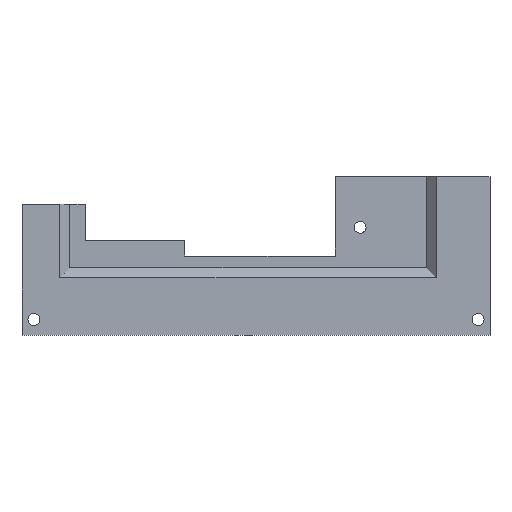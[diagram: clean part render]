
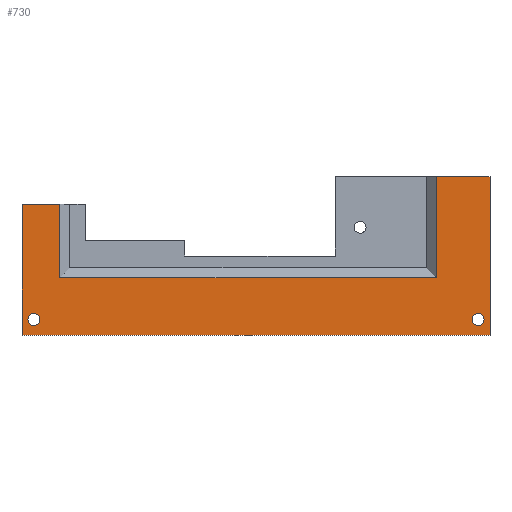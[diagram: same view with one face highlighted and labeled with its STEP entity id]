
A CAD part, top view. The second image highlights one B-rep face of the part: STEP entity #730.
In plain terms, the highlighted planar face has unit normal (0, 0, 1).
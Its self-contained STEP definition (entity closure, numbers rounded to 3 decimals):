
#93 = VERTEX_POINT('',#94);
#94 = CARTESIAN_POINT('',(104.,-112.5,6.));
#102 = VERTEX_POINT('',#103);
#103 = CARTESIAN_POINT('',(104.,-87.,6.));
#109 = EDGE_CURVE('',#93,#102,#110,.T.);
#110 = LINE('',#111,#112);
#111 = CARTESIAN_POINT('',(104.,-110.,6.));
#112 = VECTOR('',#113,1.);
#113 = DIRECTION('',(0.,1.,0.));
#231 = VERTEX_POINT('',#232);
#232 = CARTESIAN_POINT('',(9.,-112.5,6.));
#240 = EDGE_CURVE('',#231,#93,#241,.T.);
#241 = LINE('',#242,#243);
#242 = CARTESIAN_POINT('',(11.5,-112.5,6.));
#243 = VECTOR('',#244,1.);
#244 = DIRECTION('',(1.,0.,0.));
#407 = VERTEX_POINT('',#408);
#408 = CARTESIAN_POINT('',(9.,-94.,6.));
#416 = EDGE_CURVE('',#407,#231,#417,.T.);
#417 = LINE('',#418,#419);
#418 = CARTESIAN_POINT('',(9.,-94.,6.));
#419 = VECTOR('',#420,1.);
#420 = DIRECTION('',(0.,-1.,0.));
#486 = EDGE_CURVE('',#487,#102,#489,.T.);
#487 = VERTEX_POINT('',#488);
#488 = CARTESIAN_POINT('',(117.5,-87.,6.));
#489 = LINE('',#490,#491);
#490 = CARTESIAN_POINT('',(109.5,-87.,6.));
#491 = VECTOR('',#492,1.);
#492 = DIRECTION('',(-1.,0.,0.));
#613 = EDGE_CURVE('',#487,#614,#616,.T.);
#614 = VERTEX_POINT('',#615);
#615 = CARTESIAN_POINT('',(117.5,-127.,6.));
#616 = LINE('',#617,#618);
#617 = CARTESIAN_POINT('',(117.5,-87.,6.));
#618 = VECTOR('',#619,1.);
#619 = DIRECTION('',(0.,-1.,0.));
#637 = VERTEX_POINT('',#638);
#638 = CARTESIAN_POINT('',(-0.5,-94.,6.));
#644 = EDGE_CURVE('',#637,#645,#647,.T.);
#645 = VERTEX_POINT('',#646);
#646 = CARTESIAN_POINT('',(-0.5,-127.,6.));
#647 = LINE('',#648,#649);
#648 = CARTESIAN_POINT('',(-0.5,-94.,6.));
#649 = VECTOR('',#650,1.);
#650 = DIRECTION('',(0.,-1.,0.));
#668 = EDGE_CURVE('',#614,#645,#669,.T.);
#669 = LINE('',#670,#671);
#670 = CARTESIAN_POINT('',(117.5,-127.,6.));
#671 = VECTOR('',#672,1.);
#672 = DIRECTION('',(-1.,0.,0.));
#686 = VERTEX_POINT('',#687);
#687 = CARTESIAN_POINT('',(4.,-123.,6.));
#693 = EDGE_CURVE('',#686,#686,#694,.T.);
#694 = CIRCLE('',#695,1.5);
#695 = AXIS2_PLACEMENT_3D('',#696,#697,#698);
#696 = CARTESIAN_POINT('',(2.5,-123.,6.));
#697 = DIRECTION('',(0.,0.,1.));
#698 = DIRECTION('',(1.,0.,0.));
#711 = VERTEX_POINT('',#712);
#712 = CARTESIAN_POINT('',(116.,-123.,6.));
#718 = EDGE_CURVE('',#711,#711,#719,.T.);
#719 = CIRCLE('',#720,1.5);
#720 = AXIS2_PLACEMENT_3D('',#721,#722,#723);
#721 = CARTESIAN_POINT('',(114.5,-123.,6.));
#722 = DIRECTION('',(0.,0.,1.));
#723 = DIRECTION('',(1.,0.,0.));
#730 = ADVANCED_FACE('',(#731,#746,#749),#752,.T.);
#731 = FACE_BOUND('',#732,.T.);
#732 = EDGE_LOOP('',(#733,#734,#735,#736,#737,#743,#744,#745));
#733 = ORIENTED_EDGE('',*,*,#486,.T.);
#734 = ORIENTED_EDGE('',*,*,#109,.F.);
#735 = ORIENTED_EDGE('',*,*,#240,.F.);
#736 = ORIENTED_EDGE('',*,*,#416,.F.);
#737 = ORIENTED_EDGE('',*,*,#738,.F.);
#738 = EDGE_CURVE('',#637,#407,#739,.T.);
#739 = LINE('',#740,#741);
#740 = CARTESIAN_POINT('',(7.5,-94.,6.));
#741 = VECTOR('',#742,1.);
#742 = DIRECTION('',(1.,0.,0.));
#743 = ORIENTED_EDGE('',*,*,#644,.T.);
#744 = ORIENTED_EDGE('',*,*,#668,.F.);
#745 = ORIENTED_EDGE('',*,*,#613,.F.);
#746 = FACE_BOUND('',#747,.T.);
#747 = EDGE_LOOP('',(#748));
#748 = ORIENTED_EDGE('',*,*,#693,.F.);
#749 = FACE_BOUND('',#750,.T.);
#750 = EDGE_LOOP('',(#751));
#751 = ORIENTED_EDGE('',*,*,#718,.F.);
#752 = PLANE('',#753);
#753 = AXIS2_PLACEMENT_3D('',#754,#755,#756);
#754 = CARTESIAN_POINT('',(60.363,-113.658,6.));
#755 = DIRECTION('',(0.,0.,1.));
#756 = DIRECTION('',(1.,0.,-0.));
